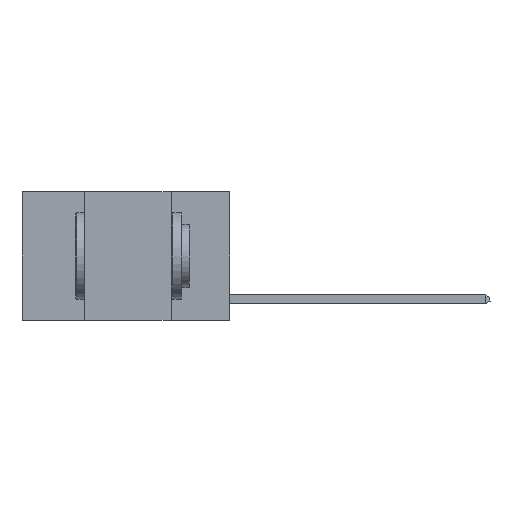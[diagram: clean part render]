
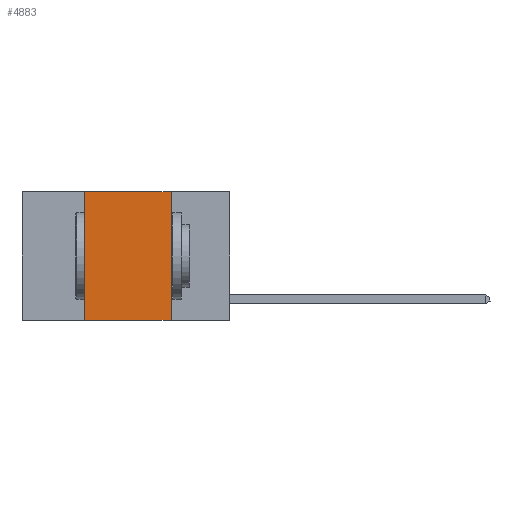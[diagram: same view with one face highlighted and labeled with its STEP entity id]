
A CAD part, left-side view. The second image highlights one B-rep face of the part: STEP entity #4883.
In plain terms, the highlighted planar face has unit normal (-1, 0, 0).
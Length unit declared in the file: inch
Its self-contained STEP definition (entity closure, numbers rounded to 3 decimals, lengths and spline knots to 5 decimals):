
#181 = DIRECTION ( 'NONE',  ( 0., 0., 1. ) ) ;
#709 = CARTESIAN_POINT ( 'NONE',  ( 0., 0.6, 0. ) ) ;
#1101 = EDGE_LOOP ( 'NONE', ( #5134, #6693, #10134, #8674 ) ) ;
#1614 = LINE ( 'NONE', #12097, #10891 ) ;
#1835 = CARTESIAN_POINT ( 'NONE',  ( 0., 0.17, 0. ) ) ;
#2575 = DIRECTION ( 'NONE',  ( 0., 0., -1. ) ) ;
#2974 = LINE ( 'NONE', #8700, #6592 ) ;
#3294 = FACE_OUTER_BOUND ( 'NONE', #1101, .T. ) ;
#4180 = VERTEX_POINT ( 'NONE', #8034 ) ;
#4883 = ADVANCED_FACE ( 'NONE', ( #3294 ), #10829, .F. ) ;
#5134 = ORIENTED_EDGE ( 'NONE', *, *, #7243, .F. ) ;
#5169 = VECTOR ( 'NONE', #2575, 39.37008 ) ;
#5216 = EDGE_CURVE ( 'NONE', #8867, #10661, #2974, .T. ) ;
#5765 = CARTESIAN_POINT ( 'NONE',  ( 0., 0.42, -0.37 ) ) ;
#6274 = DIRECTION ( 'NONE',  ( 0., 0., -1. ) ) ;
#6592 = VECTOR ( 'NONE', #181, 39.37008 ) ;
#6693 = ORIENTED_EDGE ( 'NONE', *, *, #11172, .F. ) ;
#6799 = VERTEX_POINT ( 'NONE', #7423 ) ;
#7129 = DIRECTION ( 'NONE',  ( 1., 0., 0. ) ) ;
#7243 = EDGE_CURVE ( 'NONE', #4180, #6799, #11288, .T. ) ;
#7423 = CARTESIAN_POINT ( 'NONE',  ( 0., 0.17, -0.37 ) ) ;
#8034 = CARTESIAN_POINT ( 'NONE',  ( 0., 0.17, 0. ) ) ;
#8674 = ORIENTED_EDGE ( 'NONE', *, *, #9975, .T. ) ;
#8700 = CARTESIAN_POINT ( 'NONE',  ( 0., 0.42, 0. ) ) ;
#8867 = VERTEX_POINT ( 'NONE', #5765 ) ;
#9065 = LINE ( 'NONE', #10882, #9902 ) ;
#9843 = DIRECTION ( 'NONE',  ( 0., -1., 0. ) ) ;
#9902 = VECTOR ( 'NONE', #9843, 39.37008 ) ;
#9975 = EDGE_CURVE ( 'NONE', #8867, #6799, #1614, .T. ) ;
#10134 = ORIENTED_EDGE ( 'NONE', *, *, #5216, .F. ) ;
#10648 = CARTESIAN_POINT ( 'NONE',  ( 0., 0.42, 0. ) ) ;
#10661 = VERTEX_POINT ( 'NONE', #10648 ) ;
#10829 = PLANE ( 'NONE',  #11553 ) ;
#10882 = CARTESIAN_POINT ( 'NONE',  ( 0., 0.6, 0. ) ) ;
#10891 = VECTOR ( 'NONE', #10987, 39.37008 ) ;
#10987 = DIRECTION ( 'NONE',  ( 0., -1., 0. ) ) ;
#11172 = EDGE_CURVE ( 'NONE', #10661, #4180, #9065, .T. ) ;
#11288 = LINE ( 'NONE', #1835, #5169 ) ;
#11553 = AXIS2_PLACEMENT_3D ( 'NONE', #709, #7129, #6274 ) ;
#12097 = CARTESIAN_POINT ( 'NONE',  ( 0., 0.6, -0.37 ) ) ;
